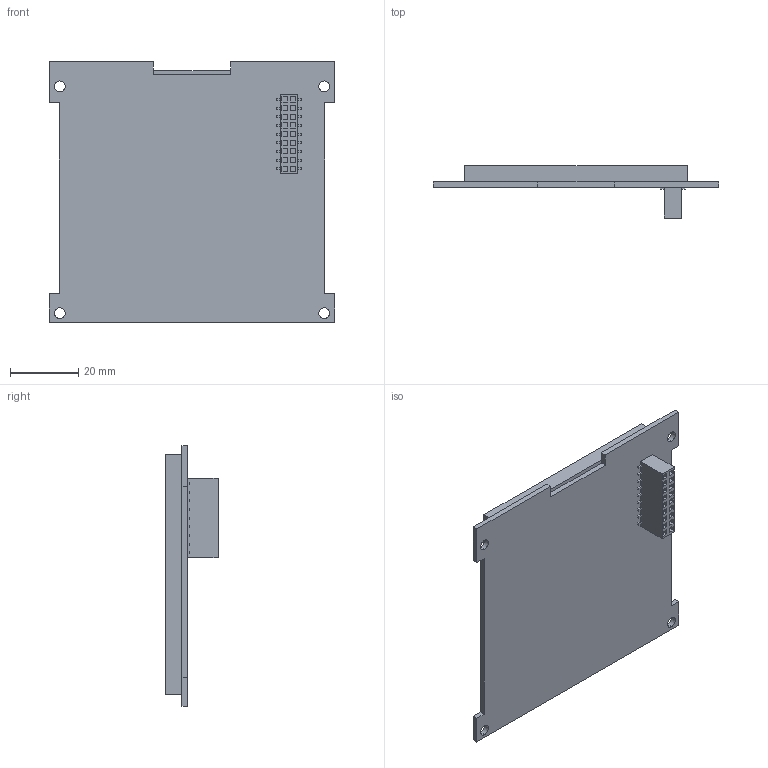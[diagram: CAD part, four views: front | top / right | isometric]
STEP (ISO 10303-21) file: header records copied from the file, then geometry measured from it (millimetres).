
FILE_DESCRIPTION (( 'STEP AP214' ), '1' );
FILE_NAME ('TG160160B.STEP', '2025-11-28T22:59:21', ( '' ), ( '' ), 'SwSTEP 2.0', 'SolidWorks 2024', '' );
FILE_SCHEMA (( 'AUTOMOTIVE_DESIGN' ));
Length unit declared in the file: millimetre
Products named in the file (1): TG160160B
Bounding box: 83.8 x 15.3 x 76.5 mm (x, y, z)
Volume: 24773.7 mm3; surface area: 24792.5 mm2
Topology: 3 solids, 3 shells, 205 faces, 540 edges, 360 vertices
Faces by surface type: plane 197, cylinder 8
Entity records: 8522 total; most frequent: CARTESIAN_POINT 1106, ORIENTED_EDGE 1080, DIRECTION 968, EDGE_CURVE 540, LINE 524, VECTOR 524, VERTEX_POINT 360, EDGE_LOOP 232
